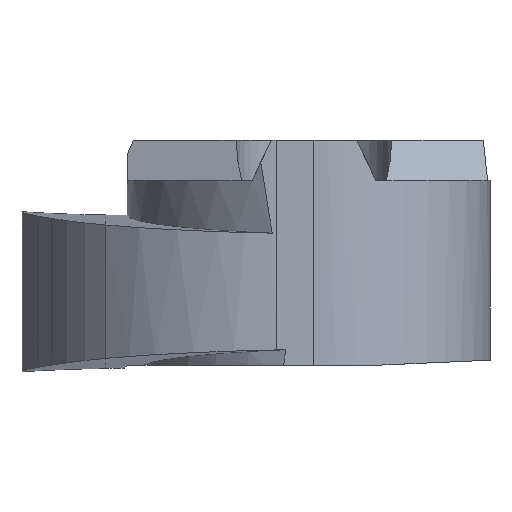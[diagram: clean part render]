
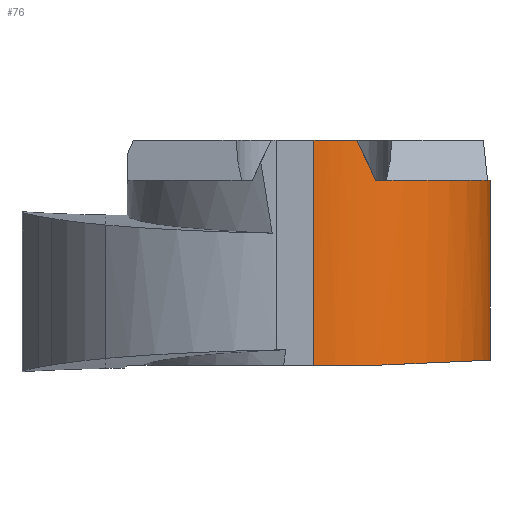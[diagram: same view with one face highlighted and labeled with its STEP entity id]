
A CAD part, front view. The second image highlights one B-rep face of the part: STEP entity #76.
In plain terms, the highlighted cylindrical face has radius 3.497 mm (diameter 6.994 mm), a partial arc.
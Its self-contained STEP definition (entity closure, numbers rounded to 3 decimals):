
#76=ADVANCED_FACE('',(#132),#117,.T.);
#117=CYLINDRICAL_SURFACE('',#853,3.497);
#132=FACE_OUTER_BOUND('',#175,.T.);
#175=EDGE_LOOP('',(#330,#331,#332,#333,#334,#335,#336));
#219=(
BOUNDED_CURVE()
B_SPLINE_CURVE(3,(#1187,#1188,#1189,#1190),.UNSPECIFIED.,.F.,.F.)
B_SPLINE_CURVE_WITH_KNOTS((4,4),(0.,1.),.UNSPECIFIED.)
CURVE()
GEOMETRIC_REPRESENTATION_ITEM()
RATIONAL_B_SPLINE_CURVE((1.,0.882,0.882,1.))
REPRESENTATION_ITEM('')
);
#220=(
BOUNDED_CURVE()
B_SPLINE_CURVE(3,(#1197,#1198,#1199,#1200),.UNSPECIFIED.,.F.,.F.)
B_SPLINE_CURVE_WITH_KNOTS((4,4),(0.,1.),.UNSPECIFIED.)
CURVE()
GEOMETRIC_REPRESENTATION_ITEM()
RATIONAL_B_SPLINE_CURVE((1.,0.999,0.999,1.))
REPRESENTATION_ITEM('')
);
#237=LINE('',#1193,#274);
#238=LINE('',#1204,#275);
#274=VECTOR('',#949,1.);
#275=VECTOR('',#954,1.);
#330=ORIENTED_EDGE('',*,*,#639,.T.);
#331=ORIENTED_EDGE('',*,*,#640,.T.);
#332=ORIENTED_EDGE('',*,*,#641,.T.);
#333=ORIENTED_EDGE('',*,*,#642,.F.);
#334=ORIENTED_EDGE('',*,*,#643,.F.);
#335=ORIENTED_EDGE('',*,*,#644,.F.);
#336=ORIENTED_EDGE('',*,*,#645,.T.);
#558=VERTEX_POINT('',#1191);
#559=VERTEX_POINT('',#1192);
#560=VERTEX_POINT('',#1194);
#561=VERTEX_POINT('',#1196);
#562=VERTEX_POINT('',#1201);
#563=VERTEX_POINT('',#1203);
#564=VERTEX_POINT('',#1205);
#639=EDGE_CURVE('',#558,#559,#219,.T.);
#640=EDGE_CURVE('',#559,#560,#237,.T.);
#641=EDGE_CURVE('',#560,#561,#745,.T.);
#642=EDGE_CURVE('',#562,#561,#220,.T.);
#643=EDGE_CURVE('',#563,#562,#746,.T.);
#644=EDGE_CURVE('',#564,#563,#238,.T.);
#645=EDGE_CURVE('',#564,#558,#747,.T.);
#745=CIRCLE('',#850,3.497);
#746=CIRCLE('',#851,3.497);
#747=CIRCLE('',#852,3.497);
#850=AXIS2_PLACEMENT_3D('',#1195,#950,#951);
#851=AXIS2_PLACEMENT_3D('',#1202,#952,#953);
#852=AXIS2_PLACEMENT_3D('',#1206,#955,#956);
#853=AXIS2_PLACEMENT_3D('',#1207,#957,#958);
#949=DIRECTION('',(0.,0.,1.));
#950=DIRECTION('',(0.,0.,-1.));
#951=DIRECTION('',(1.,0.,0.));
#952=DIRECTION('',(0.,0.,1.));
#953=DIRECTION('',(1.,0.,0.));
#954=DIRECTION('',(0.,0.,1.));
#955=DIRECTION('',(0.,0.,1.));
#956=DIRECTION('',(-1.,0.,0.));
#957=DIRECTION('',(0.,0.,1.));
#958=DIRECTION('',(1.,0.,0.));
#1187=CARTESIAN_POINT('',(1.244,-3.268,-3.77));
#1188=CARTESIAN_POINT('',(2.646,-2.734,-3.708));
#1189=CARTESIAN_POINT('',(3.497,-1.5,-3.67));
#1190=CARTESIAN_POINT('',(3.497,0.,-3.67));
#1191=CARTESIAN_POINT('',(1.244,-3.268,-3.77));
#1192=CARTESIAN_POINT('',(3.497,0.,-3.67));
#1193=CARTESIAN_POINT('',(3.497,0.,-4.1));
#1194=CARTESIAN_POINT('',(3.497,0.,-0.1));
#1195=CARTESIAN_POINT('',(0.,0.,-0.1));
#1196=CARTESIAN_POINT('',(1.226,-3.275,-0.1));
#1197=CARTESIAN_POINT('',(0.853,-3.391,0.7));
#1198=CARTESIAN_POINT('',(0.98,-3.359,0.429));
#1199=CARTESIAN_POINT('',(1.104,-3.32,0.162));
#1200=CARTESIAN_POINT('',(1.226,-3.275,-0.1));
#1201=CARTESIAN_POINT('',(0.853,-3.391,0.7));
#1202=CARTESIAN_POINT('',(0.,0.,0.7));
#1203=CARTESIAN_POINT('',(0.,-3.497,0.7));
#1204=CARTESIAN_POINT('',(0.,-3.497,-4.1));
#1205=CARTESIAN_POINT('',(0.,-3.497,-3.77));
#1206=CARTESIAN_POINT('',(0.,0.,-3.77));
#1207=CARTESIAN_POINT('',(0.,0.,-4.1));
